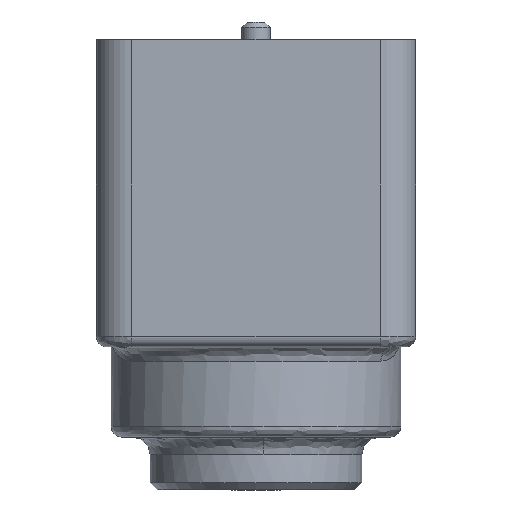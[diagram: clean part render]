
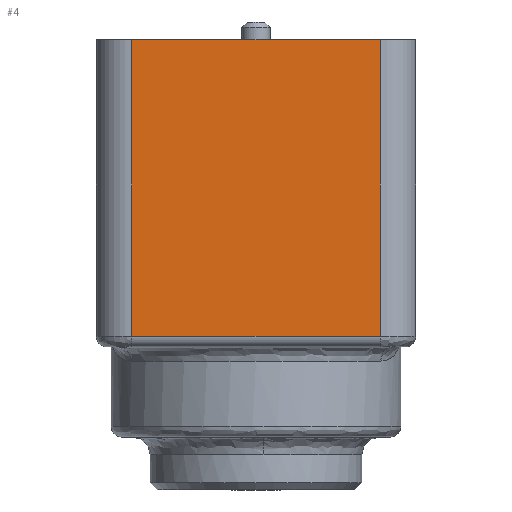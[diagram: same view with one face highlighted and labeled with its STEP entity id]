
A CAD part, front view. The second image highlights one B-rep face of the part: STEP entity #4.
In plain terms, the highlighted planar face has unit normal (0, -1, 0).
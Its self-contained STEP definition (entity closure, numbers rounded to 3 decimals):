
#4 = ADVANCED_FACE ( 'NONE', ( #299 ), #2123, .T. ) ;
#69 = LINE ( 'NONE', #3155, #237 ) ;
#77 = DIRECTION ( 'NONE',  ( 0., -1., 0. ) ) ;
#103 = CARTESIAN_POINT ( 'NONE',  ( -35.214, 15.376, -548. ) ) ;
#200 = DIRECTION ( 'NONE',  ( 0., 0., 1. ) ) ;
#237 = VECTOR ( 'NONE', #1361, 1000. ) ;
#251 = CARTESIAN_POINT ( 'NONE',  ( -35.214, 15.376, -464. ) ) ;
#279 = VERTEX_POINT ( 'NONE', #978 ) ;
#299 = FACE_OUTER_BOUND ( 'NONE', #2031, .T. ) ;
#361 = ORIENTED_EDGE ( 'NONE', *, *, #2024, .F. ) ;
#602 = EDGE_CURVE ( 'NONE', #1666, #279, #1923, .T. ) ;
#651 = LINE ( 'NONE', #1728, #1816 ) ;
#817 = VERTEX_POINT ( 'NONE', #103 ) ;
#825 = ORIENTED_EDGE ( 'NONE', *, *, #882, .T. ) ;
#828 = VECTOR ( 'NONE', #2442, 1000. ) ;
#882 = EDGE_CURVE ( 'NONE', #817, #2546, #69, .T. ) ;
#978 = CARTESIAN_POINT ( 'NONE',  ( 35.214, 15.376, -464. ) ) ;
#1136 = LINE ( 'NONE', #2197, #2627 ) ;
#1235 = AXIS2_PLACEMENT_3D ( 'NONE', #2091, #77, #1577 ) ;
#1361 = DIRECTION ( 'NONE',  ( 1., 0., 0. ) ) ;
#1417 = CARTESIAN_POINT ( 'NONE',  ( 0., 15.376, -464. ) ) ;
#1438 = DIRECTION ( 'NONE',  ( 0., 0., -1. ) ) ;
#1577 = DIRECTION ( 'NONE',  ( 0., 0., -1. ) ) ;
#1666 = VERTEX_POINT ( 'NONE', #251 ) ;
#1728 = CARTESIAN_POINT ( 'NONE',  ( -35.214, 15.376, -299.309 ) ) ;
#1816 = VECTOR ( 'NONE', #200, 1000. ) ;
#1923 = LINE ( 'NONE', #1417, #828 ) ;
#2024 = EDGE_CURVE ( 'NONE', #817, #1666, #651, .T. ) ;
#2031 = EDGE_LOOP ( 'NONE', ( #361, #825, #2311, #2720 ) ) ;
#2091 = CARTESIAN_POINT ( 'NONE',  ( -45.569, 15.376, -551. ) ) ;
#2123 = PLANE ( 'NONE',  #1235 ) ;
#2197 = CARTESIAN_POINT ( 'NONE',  ( 35.214, 15.376, -741.191 ) ) ;
#2311 = ORIENTED_EDGE ( 'NONE', *, *, #2333, .F. ) ;
#2333 = EDGE_CURVE ( 'NONE', #279, #2546, #1136, .T. ) ;
#2442 = DIRECTION ( 'NONE',  ( 1., 0., 0. ) ) ;
#2546 = VERTEX_POINT ( 'NONE', #2574 ) ;
#2574 = CARTESIAN_POINT ( 'NONE',  ( 35.214, 15.376, -548. ) ) ;
#2627 = VECTOR ( 'NONE', #1438, 1000. ) ;
#2720 = ORIENTED_EDGE ( 'NONE', *, *, #602, .F. ) ;
#3155 = CARTESIAN_POINT ( 'NONE',  ( -45.569, 15.376, -548. ) ) ;
